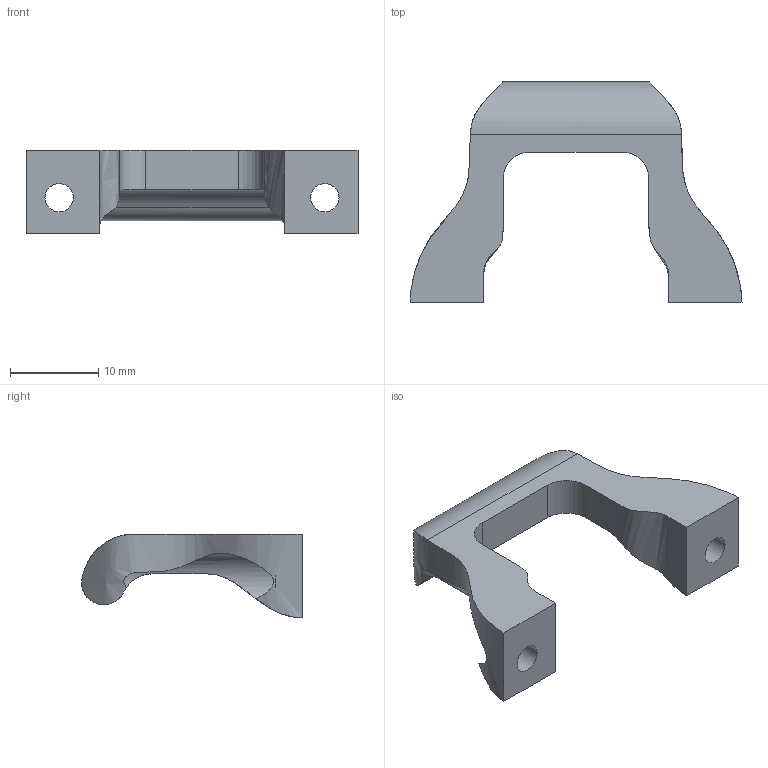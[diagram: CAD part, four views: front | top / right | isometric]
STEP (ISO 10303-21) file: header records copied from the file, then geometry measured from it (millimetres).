
FILE_DESCRIPTION(/* description */ (''),/* implementation_level */ '2;1');
FILE_NAME(/* name */ 'handle.step',/* time_stamp */ '2018-03-30T02:13:25+02:00',/* author */ (''),/* organization */ (''),/* preprocessor_version */ 'ST-DEVELOPER v16.13',/* originating_system */ 'Autodesk Translation Framework v6.5.0.72',/* authorisation */ '');
FILE_SCHEMA (('AUTOMOTIVE_DESIGN { 1 0 10303 214 3 1 1 }'));
Length unit declared in the file: millimetre
Products named in the file (2): raczka; Component2
Assembly tree (1 placements, depth 2):
  raczka
    Component2
Bounding box: 37.6 x 25 x 9.5 mm (x, y, z)
Volume: 2108.7 mm3; surface area: 1797.8 mm2
Topology: 1 solids, 1 shells, 27 faces, 80 edges, 55 vertices
Faces by surface type: plane 12, cylinder 9, bspline 6
Full cylindrical faces by diameter (mm): 3.2 x2, 6.5 x2
Entity records: 1517 total; most frequent: CARTESIAN_POINT 796, ORIENTED_EDGE 160, DIRECTION 115, EDGE_CURVE 80, VERTEX_POINT 55, AXIS2_PLACEMENT_3D 39, LINE 37, VECTOR 37
